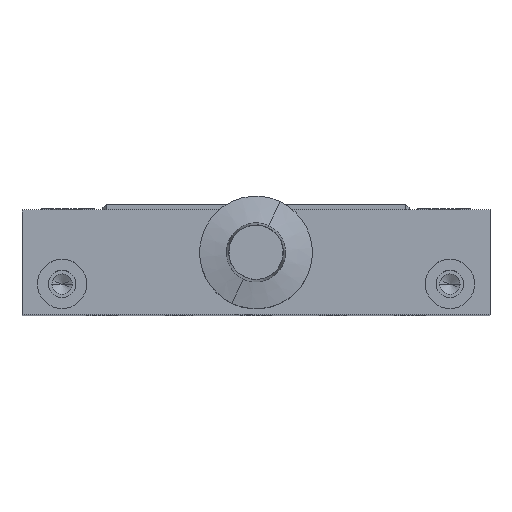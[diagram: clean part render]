
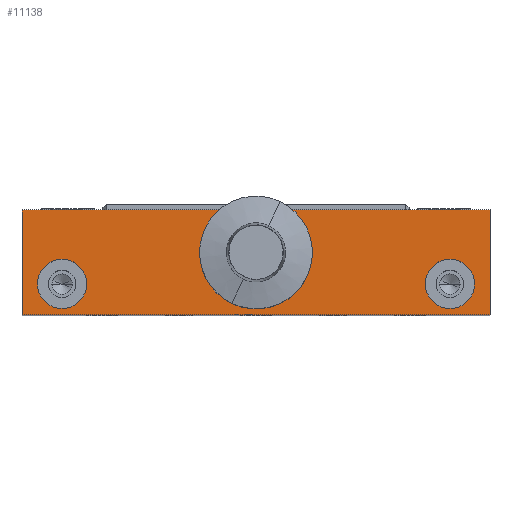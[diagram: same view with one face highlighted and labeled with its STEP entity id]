
A CAD part, top view. The second image highlights one B-rep face of the part: STEP entity #11138.
In plain terms, the highlighted planar face has unit normal (0, 0, 1).
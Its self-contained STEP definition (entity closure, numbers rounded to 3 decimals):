
#12 = ORIENTED_EDGE ( 'NONE', *, *, #9004, .F. ) ;
#44 = CARTESIAN_POINT ( 'NONE',  ( -38., 17., 15. ) ) ;
#670 = CARTESIAN_POINT ( 'NONE',  ( -5., 10., 15. ) ) ;
#856 = EDGE_CURVE ( 'NONE', #23507, #26397, #29843, .T. ) ;
#1059 = CIRCLE ( 'NONE', #3288, 4. ) ;
#1300 = AXIS2_PLACEMENT_3D ( 'NONE', #32435, #13933, #17043 ) ;
#1849 = CARTESIAN_POINT ( 'NONE',  ( -35.5, 5., 15. ) ) ;
#2871 = LINE ( 'NONE', #20734, #23638 ) ;
#3288 = AXIS2_PLACEMENT_3D ( 'NONE', #21253, #31345, #31474 ) ;
#3294 = AXIS2_PLACEMENT_3D ( 'NONE', #32004, #22972, #22687 ) ;
#4965 = VERTEX_POINT ( 'NONE', #7649 ) ;
#5245 = DIRECTION ( 'NONE',  ( 1., 0., 0. ) ) ;
#6028 = ORIENTED_EDGE ( 'NONE', *, *, #6864, .T. ) ;
#6158 = LINE ( 'NONE', #27421, #8619 ) ;
#6184 = CIRCLE ( 'NONE', #3294, 4. ) ;
#6441 = DIRECTION ( 'NONE',  ( 0., -1., 0. ) ) ;
#6618 = CARTESIAN_POINT ( 'NONE',  ( -27.5, 5., 15. ) ) ;
#6864 = EDGE_CURVE ( 'NONE', #27367, #8335, #30110, .T. ) ;
#7649 = CARTESIAN_POINT ( 'NONE',  ( 5., 10., 15. ) ) ;
#8294 = DIRECTION ( 'NONE',  ( 1., 0., 0. ) ) ;
#8335 = VERTEX_POINT ( 'NONE', #23866 ) ;
#8455 = DIRECTION ( 'NONE',  ( 0., 0., 1. ) ) ;
#8619 = VECTOR ( 'NONE', #6441, 1000. ) ;
#8688 = CIRCLE ( 'NONE', #1300, 4. ) ;
#8800 = DIRECTION ( 'NONE',  ( 1., 0., 0. ) ) ;
#9004 = EDGE_CURVE ( 'NONE', #34472, #28490, #1059, .T. ) ;
#10931 = EDGE_CURVE ( 'NONE', #28659, #27685, #2871, .T. ) ;
#11092 = FACE_BOUND ( 'NONE', #36165, .T. ) ;
#11138 = ADVANCED_FACE ( 'NONE', ( #37684, #11092, #39648, #13003 ), #27872, .F. ) ;
#12273 = EDGE_CURVE ( 'NONE', #14484, #4965, #20712, .T. ) ;
#13003 = FACE_OUTER_BOUND ( 'NONE', #37839, .T. ) ;
#13584 = EDGE_LOOP ( 'NONE', ( #24779, #28779 ) ) ;
#13622 = CIRCLE ( 'NONE', #28686, 5. ) ;
#13630 = EDGE_CURVE ( 'NONE', #28659, #27367, #32241, .T. ) ;
#13933 = DIRECTION ( 'NONE',  ( 0., 0., 1. ) ) ;
#13997 = AXIS2_PLACEMENT_3D ( 'NONE', #32426, #17165, #23099 ) ;
#14430 = DIRECTION ( 'NONE',  ( 1., 0., 0. ) ) ;
#14484 = VERTEX_POINT ( 'NONE', #670 ) ;
#15175 = DIRECTION ( 'NONE',  ( -1., 0., 0. ) ) ;
#15547 = ORIENTED_EDGE ( 'NONE', *, *, #13630, .T. ) ;
#16495 = CARTESIAN_POINT ( 'NONE',  ( -38., 0., 15. ) ) ;
#17043 = DIRECTION ( 'NONE',  ( 1., 0., 0. ) ) ;
#17165 = DIRECTION ( 'NONE',  ( 0., 0., 1. ) ) ;
#18467 = CARTESIAN_POINT ( 'NONE',  ( 35.5, 5., 15. ) ) ;
#19959 = ORIENTED_EDGE ( 'NONE', *, *, #32152, .F. ) ;
#20712 = CIRCLE ( 'NONE', #21568, 5. ) ;
#20734 = CARTESIAN_POINT ( 'NONE',  ( -38., 17., 15. ) ) ;
#21253 = CARTESIAN_POINT ( 'NONE',  ( -31.5, 5., 15. ) ) ;
#21434 = VECTOR ( 'NONE', #5245, 1000. ) ;
#21568 = AXIS2_PLACEMENT_3D ( 'NONE', #38925, #8455, #14430 ) ;
#21678 = ORIENTED_EDGE ( 'NONE', *, *, #30135, .F. ) ;
#22687 = DIRECTION ( 'NONE',  ( 1., 0., 0. ) ) ;
#22972 = DIRECTION ( 'NONE',  ( 0., 0., 1. ) ) ;
#23099 = DIRECTION ( 'NONE',  ( 1., 0., 0. ) ) ;
#23507 = VERTEX_POINT ( 'NONE', #18467 ) ;
#23540 = AXIS2_PLACEMENT_3D ( 'NONE', #44, #39793, #15175 ) ;
#23638 = VECTOR ( 'NONE', #8294, 1000. ) ;
#23866 = CARTESIAN_POINT ( 'NONE',  ( 38., 0., 15. ) ) ;
#24034 = VECTOR ( 'NONE', #36135, 1000. ) ;
#24779 = ORIENTED_EDGE ( 'NONE', *, *, #28374, .F. ) ;
#25048 = CARTESIAN_POINT ( 'NONE',  ( 27.5, 5., 15. ) ) ;
#26397 = VERTEX_POINT ( 'NONE', #25048 ) ;
#27321 = EDGE_CURVE ( 'NONE', #28490, #34472, #6184, .T. ) ;
#27344 = DIRECTION ( 'NONE',  ( 0., 0., 1. ) ) ;
#27367 = VERTEX_POINT ( 'NONE', #16495 ) ;
#27421 = CARTESIAN_POINT ( 'NONE',  ( 38., 17., 15. ) ) ;
#27685 = VERTEX_POINT ( 'NONE', #28209 ) ;
#27872 = PLANE ( 'NONE',  #23540 ) ;
#28209 = CARTESIAN_POINT ( 'NONE',  ( 38., 17., 15. ) ) ;
#28374 = EDGE_CURVE ( 'NONE', #4965, #14484, #13622, .T. ) ;
#28490 = VERTEX_POINT ( 'NONE', #6618 ) ;
#28659 = VERTEX_POINT ( 'NONE', #37849 ) ;
#28686 = AXIS2_PLACEMENT_3D ( 'NONE', #36403, #27344, #8800 ) ;
#28779 = ORIENTED_EDGE ( 'NONE', *, *, #12273, .F. ) ;
#29843 = CIRCLE ( 'NONE', #13997, 4. ) ;
#30110 = LINE ( 'NONE', #36201, #21434 ) ;
#30135 = EDGE_CURVE ( 'NONE', #26397, #23507, #8688, .T. ) ;
#30360 = ORIENTED_EDGE ( 'NONE', *, *, #27321, .F. ) ;
#31051 = ORIENTED_EDGE ( 'NONE', *, *, #856, .F. ) ;
#31345 = DIRECTION ( 'NONE',  ( 0., 0., 1. ) ) ;
#31474 = DIRECTION ( 'NONE',  ( 1., 0., 0. ) ) ;
#31630 = EDGE_LOOP ( 'NONE', ( #31051, #21678 ) ) ;
#32004 = CARTESIAN_POINT ( 'NONE',  ( -31.5, 5., 15. ) ) ;
#32152 = EDGE_CURVE ( 'NONE', #27685, #8335, #6158, .T. ) ;
#32241 = LINE ( 'NONE', #33548, #24034 ) ;
#32426 = CARTESIAN_POINT ( 'NONE',  ( 31.5, 5., 15. ) ) ;
#32435 = CARTESIAN_POINT ( 'NONE',  ( 31.5, 5., 15. ) ) ;
#33548 = CARTESIAN_POINT ( 'NONE',  ( -38., 17., 15. ) ) ;
#34472 = VERTEX_POINT ( 'NONE', #1849 ) ;
#36135 = DIRECTION ( 'NONE',  ( 0., -1., 0. ) ) ;
#36140 = ORIENTED_EDGE ( 'NONE', *, *, #10931, .F. ) ;
#36165 = EDGE_LOOP ( 'NONE', ( #30360, #12 ) ) ;
#36201 = CARTESIAN_POINT ( 'NONE',  ( -38., 0., 15. ) ) ;
#36403 = CARTESIAN_POINT ( 'NONE',  ( 0., 10., 15. ) ) ;
#37684 = FACE_BOUND ( 'NONE', #13584, .T. ) ;
#37839 = EDGE_LOOP ( 'NONE', ( #6028, #19959, #36140, #15547 ) ) ;
#37849 = CARTESIAN_POINT ( 'NONE',  ( -38., 17., 15. ) ) ;
#38925 = CARTESIAN_POINT ( 'NONE',  ( 0., 10., 15. ) ) ;
#39648 = FACE_BOUND ( 'NONE', #31630, .T. ) ;
#39793 = DIRECTION ( 'NONE',  ( 0., 0., -1. ) ) ;
